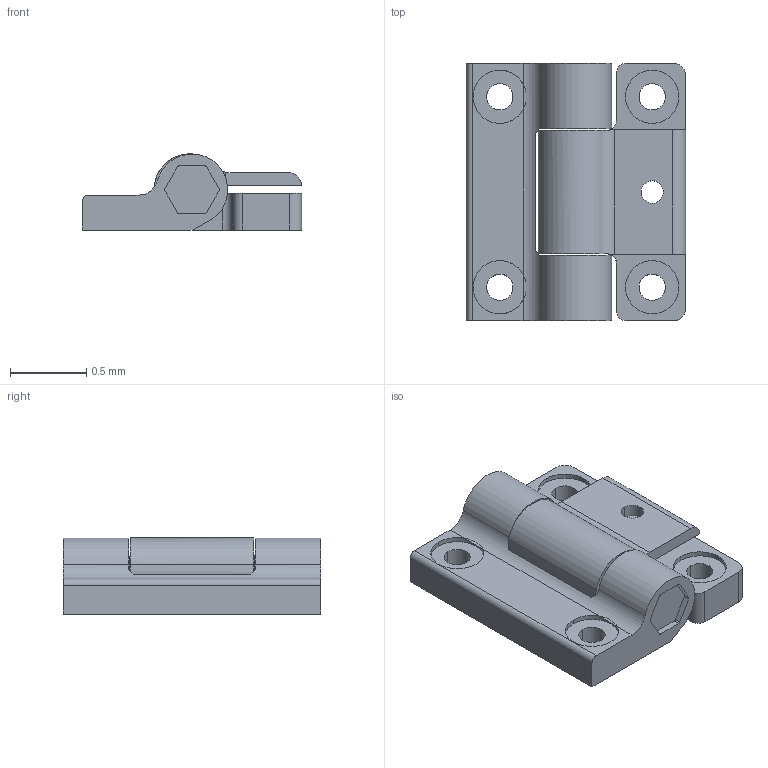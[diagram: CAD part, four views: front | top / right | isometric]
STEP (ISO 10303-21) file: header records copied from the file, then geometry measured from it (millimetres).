
FILE_DESCRIPTION((''),'2;1');
FILE_NAME('10HI8215.stp','2015-07-07T13:54:45',(''),(''),'Mechanical Desktop 2011','Mechanical Desktop 2011',', , ');
FILE_SCHEMA(('CONFIG_CONTROL_DESIGN'));
Length unit declared in the file: millimetre
Products named in the file (1): Product
Bounding box: 1.44 x 1.69 x 0.5 mm (x, y, z)
Volume: 0.7 mm3; surface area: 9.7 mm2
Topology: 2 solids, 2 shells, 93 faces, 250 edges, 165 vertices
Faces by surface type: cylinder 47, plane 45, bspline 1
Entity records: 3070 total; most frequent: DIRECTION 537, CARTESIAN_POINT 522, ORIENTED_EDGE 500, EDGE_CURVE 250, AXIS2_PLACEMENT_3D 196, VERTEX_POINT 165, VECTOR 145, LINE 145
